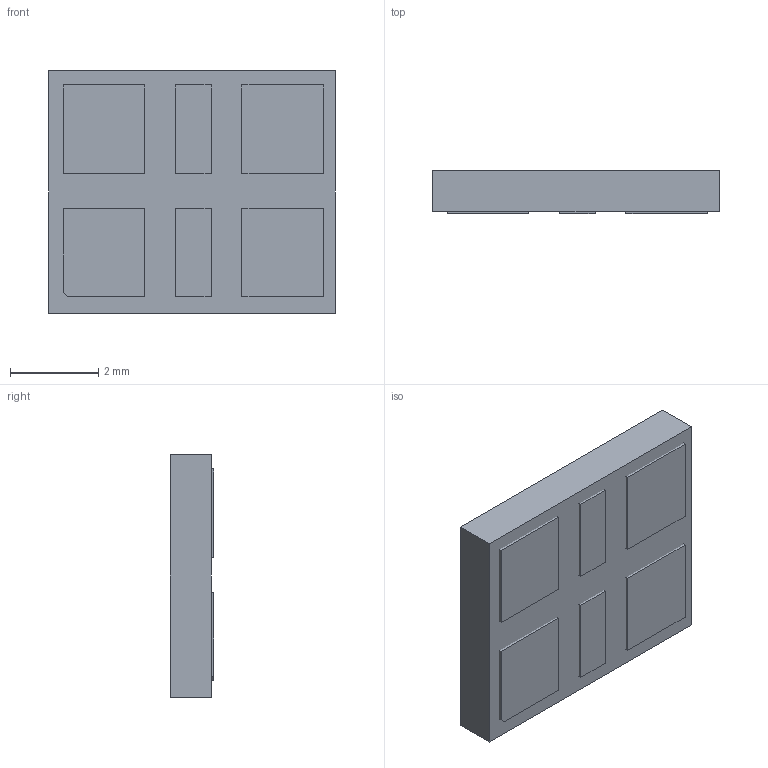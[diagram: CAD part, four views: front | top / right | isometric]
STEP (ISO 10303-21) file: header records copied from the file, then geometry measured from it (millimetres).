
FILE_DESCRIPTION (( 'STEP AP214' ), '1' );
FILE_NAME ('TBU-DB Step File.STEP', '2017-12-04T16:06:13', ( '' ), ( '' ), 'SwSTEP 2.0', 'SolidWorks 2017', '' );
FILE_SCHEMA (( 'AUTOMOTIVE_DESIGN' ));
Length unit declared in the file: millimetre
Products named in the file (1): TBU-DB Step File
Bounding box: 6.5 x 0.98 x 5.5 mm (x, y, z)
Surface area: 148 mm2
Topology: 7 solids, 7 shells, 43 faces, 87 edges, 58 vertices
Faces by surface type: plane 43
Entity records: 1189 total; most frequent: CARTESIAN_POINT 189, DIRECTION 175, ORIENTED_EDGE 174, EDGE_CURVE 87, VECTOR 87, LINE 87, VERTEX_POINT 58, AXIS2_PLACEMENT_3D 44
